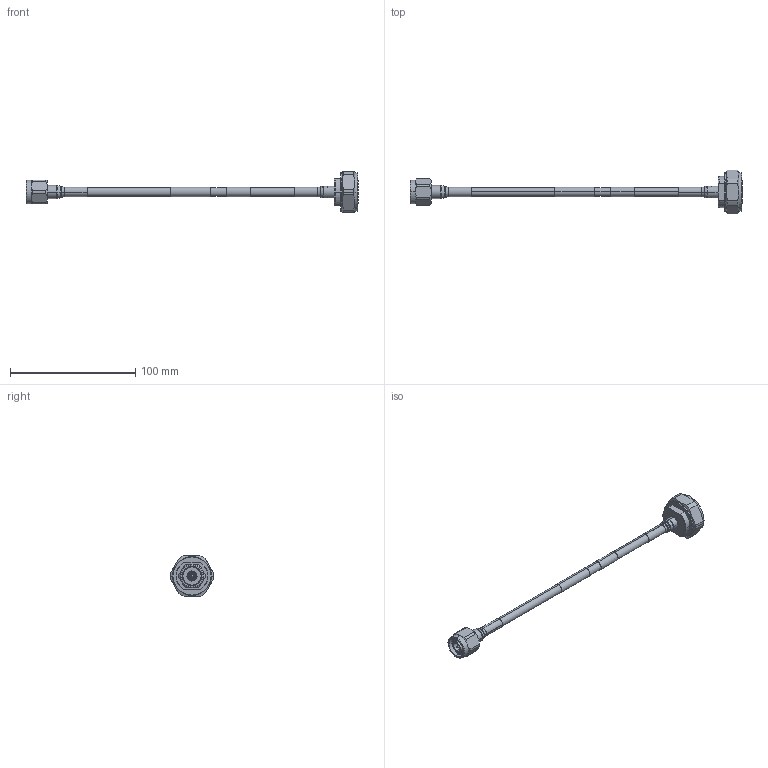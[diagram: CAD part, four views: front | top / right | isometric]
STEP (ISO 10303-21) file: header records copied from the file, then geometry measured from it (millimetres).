
FILE_DESCRIPTION (( 'STEP AP214' ), '1' );
FILE_NAME ('FMCA1307_3D.step', '2025-07-24T19:31:13', ( '' ), ( '' ), 'SwSTEP 2.0', 'SolidWorks 2022', '' );
FILE_SCHEMA (( 'AUTOMOTIVE_DESIGN' ));
Length unit declared in the file: inch
Products named in the file (10): Heat Shrink^FMCA1307; FMCA1307_3D; FMCN1439; Copy of Insulation^FMCN1442; Copy of PE45427 Contact^FMCN1442; Coax Cable^FMCA1307_LABEL+PE PIM; Copy of PE45427 BODY^FMCN1442; Copy of Gasket^FMCN1442; FMCN1442; Heat Shrink^FMCA1307_Config 1
Assembly tree (9 placements, depth 3):
  FMCA1307_3D
    Coax Cable^FMCA1307_LABEL+PE PIM
    FMCN1442
      Copy of PE45427 BODY^FMCN1442
      Copy of PE45427 Contact^FMCN1442
      Copy of Insulation^FMCN1442
      Copy of Gasket^FMCN1442
    FMCN1439
    Heat Shrink^FMCA1307_Config 1
    Heat Shrink^FMCA1307
Bounding box: 264.63 x 34.98 x 32.12 mm (x, y, z)
Volume: 23977.9 mm3; surface area: 18659.4 mm2
Topology: 9 solids, 9 shells, 308 faces, 673 edges, 394 vertices
Faces by surface type: cylinder 120, cone 107, plane 48, torus 30, bspline 3
Entity records: 10620 total; most frequent: CARTESIAN_POINT 3246, DIRECTION 1572, ORIENTED_EDGE 1342, EDGE_CURVE 671, AXIS2_PLACEMENT_3D 663, VERTEX_POINT 394, CIRCLE 345, EDGE_LOOP 337
